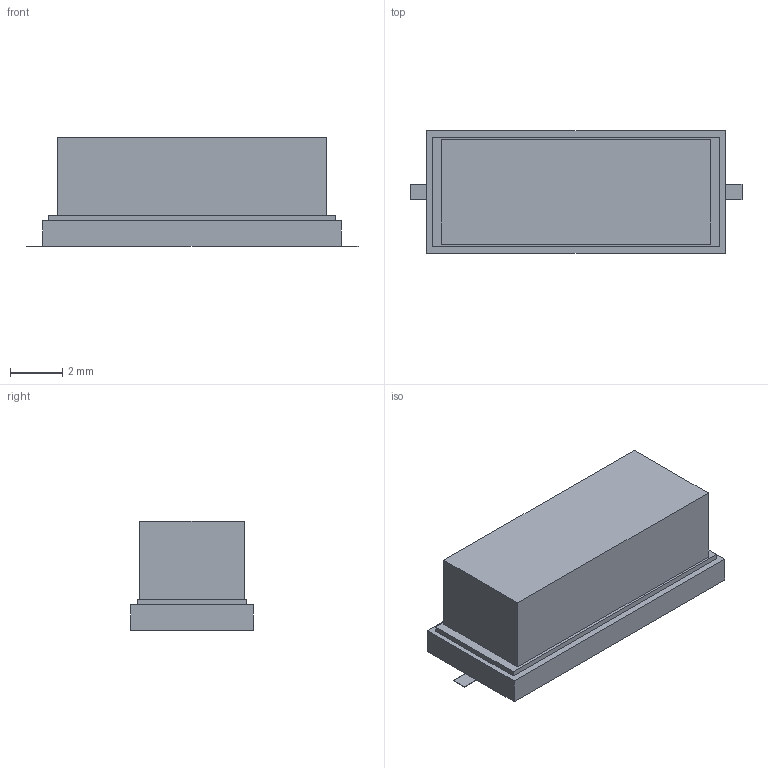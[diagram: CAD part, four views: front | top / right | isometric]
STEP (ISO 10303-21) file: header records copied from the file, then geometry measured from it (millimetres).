
FILE_DESCRIPTION(('FreeCAD Model'),'2;1');
FILE_NAME('4829186.1.2.stp','2022-01-25T09:47:04',( 'Author'),(''),'Open CASCADE STEP processor 6.9','FreeCAD','Unknown' );
FILE_SCHEMA(('AUTOMOTIVE_DESIGN { 1 0 10303 214 1 1 1 1 }'));
Length unit declared in the file: millimetre
Products named in the file (5): ASSEMBLY; solidBody; solidBody1; solidBody2; solidLead
Assembly tree (4 placements, depth 2):
  ASSEMBLY
    solidBody
    solidBody1
    solidBody2
    solidLead
Bounding box: 12.7 x 4.7 x 4.2 mm (x, y, z)
Volume: 185.4 mm3; surface area: 415.1 mm2
Topology: 5 solids, 5 shells, 30 faces, 60 edges, 40 vertices
Faces by surface type: plane 30
Entity records: 1670 total; most frequent: CARTESIAN_POINT 255, DIRECTION 250, LINE 180, VECTOR 180, ORIENTED_EDGE 120, PCURVE 120, DEFINITIONAL_REPRESENTATION 120, EDGE_CURVE 60
